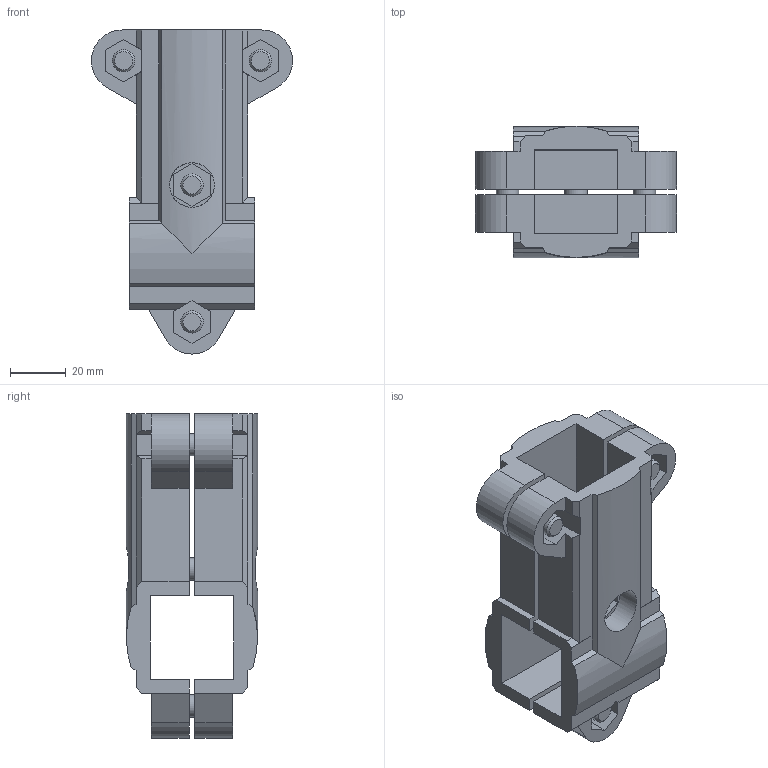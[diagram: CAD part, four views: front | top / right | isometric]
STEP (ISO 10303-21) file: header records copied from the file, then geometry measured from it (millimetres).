
FILE_DESCRIPTION( ( 'STEP AP214' ), '1' );
FILE_NAME( 'K0476.3030.stp', '2020-12-08T09:53:35', ( '' ), ( '' ), ' ', 'PARTsolutions', ' ' );
FILE_SCHEMA( ( 'AUTOMOTIVE_DESIGN { 1 0 10303 214 1 1 1 1 }' ) );
Length unit declared in the file: millimetre
Products named in the file (1): _K0476.3030
Bounding box: 72 x 47 x 116 mm (x, y, z)
Volume: 116113 mm3; surface area: 44121.3 mm2
Topology: 1 solids, 1 shells, 224 faces, 608 edges, 408 vertices
Faces by surface type: plane 188, cylinder 28, cone 4, torus 4
Full cylindrical faces by diameter (mm): 8 x12, 13 x4, 16 x2
Entity records: 8732 total; most frequent: CARTESIAN_POINT 1375, ORIENTED_EDGE 1136, DIRECTION 1084, EDGE_CURVE 568, LINE 498, VECTOR 498, VERTEX_POINT 394, AXIS2_PLACEMENT_3D 293
